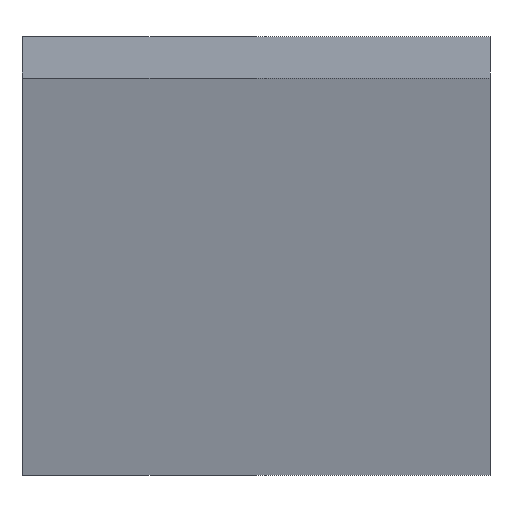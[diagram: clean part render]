
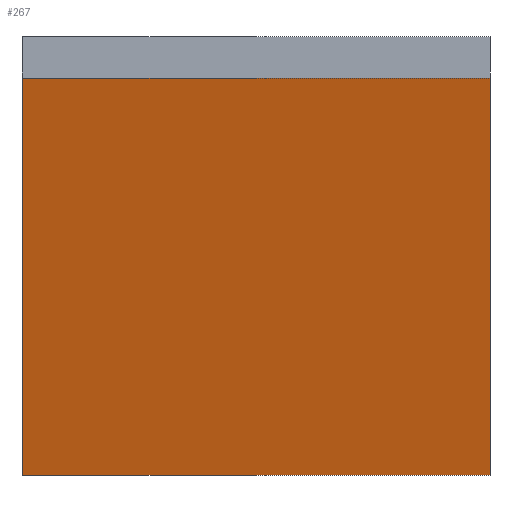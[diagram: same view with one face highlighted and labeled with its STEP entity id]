
A CAD part, front view. The second image highlights one B-rep face of the part: STEP entity #267.
In plain terms, the highlighted planar face has unit normal (0, -0.968, -0.249).
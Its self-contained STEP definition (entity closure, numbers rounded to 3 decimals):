
#41=DIRECTION('',(0.,0.25,-0.968));
#42=VECTOR('',#41,1.403);
#43=CARTESIAN_POINT('',(-0.8,-1.65,0.438));
#44=LINE('',#43,#42);
#53=DIRECTION('',(1.,0.,0.));
#54=VECTOR('',#53,1.6);
#55=CARTESIAN_POINT('',(-0.8,-1.3,-0.92));
#56=LINE('',#55,#54);
#57=DIRECTION('',(1.,0.,0.));
#58=VECTOR('',#57,1.6);
#59=CARTESIAN_POINT('',(-0.8,-1.65,0.438));
#60=LINE('',#59,#58);
#105=DIRECTION('',(0.,0.25,-0.968));
#106=VECTOR('',#105,1.403);
#107=CARTESIAN_POINT('',(0.8,-1.65,0.438));
#108=LINE('',#107,#106);
#159=CARTESIAN_POINT('',(-0.8,-1.65,0.438));
#160=VERTEX_POINT('',#159);
#161=CARTESIAN_POINT('',(-0.8,-1.3,-0.92));
#162=VERTEX_POINT('',#161);
#177=CARTESIAN_POINT('',(0.8,-1.65,0.438));
#178=VERTEX_POINT('',#177);
#179=CARTESIAN_POINT('',(0.8,-1.3,-0.92));
#180=VERTEX_POINT('',#179);
#254=CARTESIAN_POINT('',(-0.8,-1.65,0.438));
#255=DIRECTION('',(0.,-0.968,-0.25));
#256=DIRECTION('',(0.,0.25,-0.968));
#257=AXIS2_PLACEMENT_3D('',#254,#255,#256);
#258=PLANE('',#257);
#259=ORIENTED_EDGE('',*,*,#218,.F.);
#261=ORIENTED_EDGE('',*,*,#260,.T.);
#263=ORIENTED_EDGE('',*,*,#262,.T.);
#264=ORIENTED_EDGE('',*,*,#246,.F.);
#265=EDGE_LOOP('',(#259,#261,#263,#264));
#266=FACE_OUTER_BOUND('',#265,.F.);
#218=EDGE_CURVE('',#160,#162,#44,.T.);
#246=EDGE_CURVE('',#162,#180,#56,.T.);
#260=EDGE_CURVE('',#160,#178,#60,.T.);
#262=EDGE_CURVE('',#178,#180,#108,.T.);
#267=ADVANCED_FACE('',(#266),#258,.T.);
